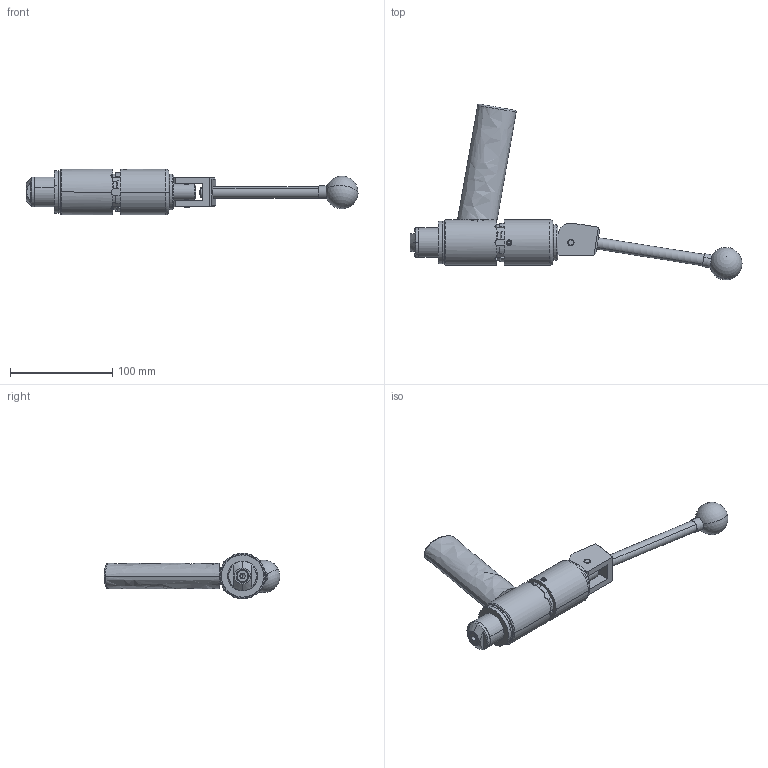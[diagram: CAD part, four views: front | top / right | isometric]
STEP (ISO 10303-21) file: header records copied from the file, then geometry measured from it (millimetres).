
FILE_DESCRIPTION (( 'STEP AP214' ), '1' );
FILE_NAME ('CTSC-003703.STEP', '2025-06-26T14:23:58', ( '' ), ( '' ), 'SwSTEP 2.0', 'SolidWorks 2023', '' );
FILE_SCHEMA (( 'AUTOMOTIVE_DESIGN' ));
Length unit declared in the file: inch
Products named in the file (1): CTSC-003703
Bounding box: 324.39 x 171.73 x 44.45 mm (x, y, z)
Volume: 308026.1 mm3; surface area: 77079.5 mm2
Topology: 10 solids, 11 shells, 329 faces, 804 edges, 513 vertices
Faces by surface type: cylinder 142, plane 117, cone 50, torus 11, bspline 7, sphere 2
Entity records: 16209 total; most frequent: CARTESIAN_POINT 4358, DIRECTION 1596, ORIENTED_EDGE 1590, EDGE_CURVE 795, AXIS2_PLACEMENT_3D 622, VERTEX_POINT 510, EDGE_LOOP 371, VECTOR 352
